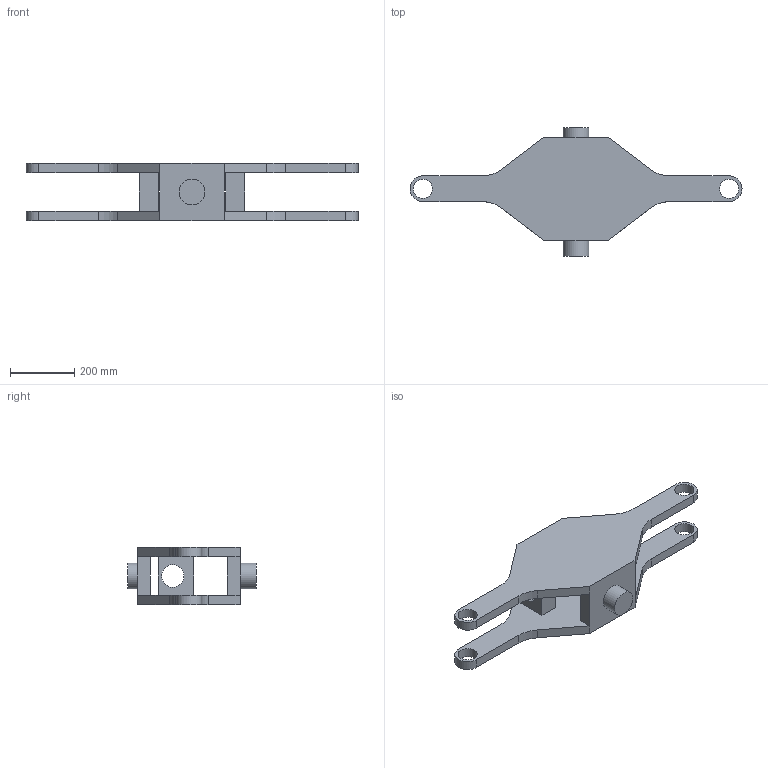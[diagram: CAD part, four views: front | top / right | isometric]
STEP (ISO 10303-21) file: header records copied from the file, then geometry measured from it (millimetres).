
FILE_DESCRIPTION(/* description */ (''),/* implementation_level */ '2;1');
FILE_NAME(/* name */ 'RearAxle.step',/* time_stamp */ '2025-05-27T21:06:06-04:00',/* author */ (''),/* organization */ (''),/* preprocessor_version */ 'ST-DEVELOPER v20.1',/* originating_system */ 'Autodesk Translation Framework v14.10.0.0',/* authorisation */ '');
FILE_SCHEMA (('AUTOMOTIVE_DESIGN { 1 0 10303 214 3 1 1 }'));
Length unit declared in the file: millimetre
Products named in the file (1): RearAxle
Bounding box: 1034.4 x 400 x 180 mm (x, y, z)
Volume: 13169631.5 mm3; surface area: 979213.8 mm2
Topology: 1 solids, 1 shells, 58 faces, 160 edges, 104 vertices
Faces by surface type: plane 38, cylinder 20
Full cylindrical faces by diameter (mm): 60 x4, 70 x2, 80 x2
Entity records: 1909 total; most frequent: CARTESIAN_POINT 323, ORIENTED_EDGE 320, DIRECTION 318, EDGE_CURVE 160, LINE 120, VECTOR 120, VERTEX_POINT 104, AXIS2_PLACEMENT_3D 99
